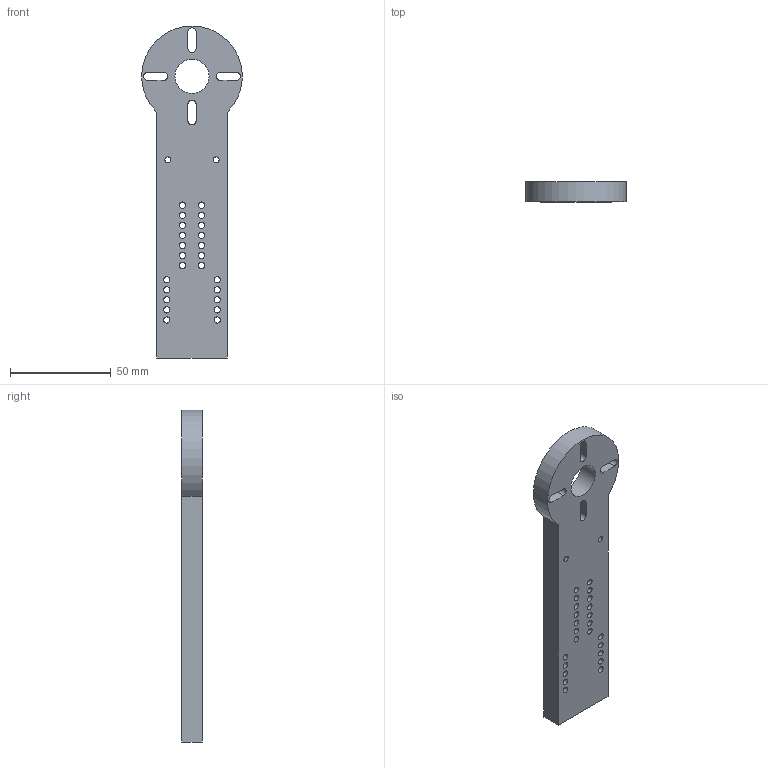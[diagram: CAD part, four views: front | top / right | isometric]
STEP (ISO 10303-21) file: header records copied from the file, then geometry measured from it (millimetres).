
FILE_DESCRIPTION(/* description */ (''),/* implementation_level */ '2;1');
FILE_NAME(/* name */ 'Swing Arm.step',/* time_stamp */ '2023-07-30T19:16:24+08:00',/* author */ (''),/* organization */ (''),/* preprocessor_version */ 'ST-DEVELOPER v19.2',/* originating_system */ 'Autodesk Translation Framework v11.17.0.187',/* authorisation */ '');
FILE_SCHEMA (('AUTOMOTIVE_DESIGN { 1 0 10303 214 3 1 1 }'));
Length unit declared in the file: millimetre
Products named in the file (1): Swing Arm
Bounding box: 49.94 x 10 x 165 mm (x, y, z)
Volume: 54601.6 mm3; surface area: 19111.5 mm2
Topology: 1 solids, 1 shells, 57 faces, 165 edges, 110 vertices
Faces by surface type: cylinder 36, plane 21
Full cylindrical faces by diameter (mm): 3 x2, 3.1 x24, 17 x1
Entity records: 2057 total; most frequent: DIRECTION 353, CARTESIAN_POINT 333, ORIENTED_EDGE 330, EDGE_CURVE 165, AXIS2_PLACEMENT_3D 130, EDGE_LOOP 119, VERTEX_POINT 110, LINE 93
